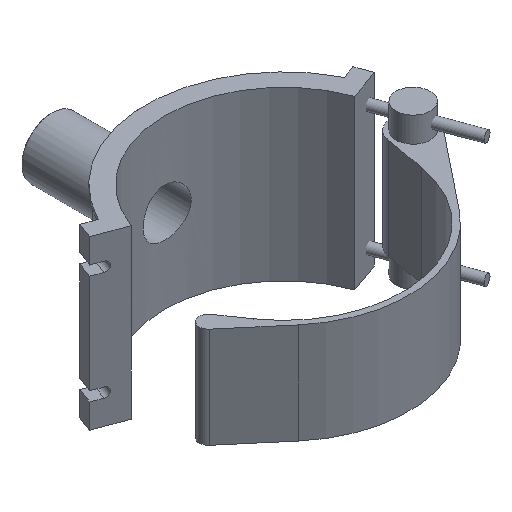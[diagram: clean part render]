
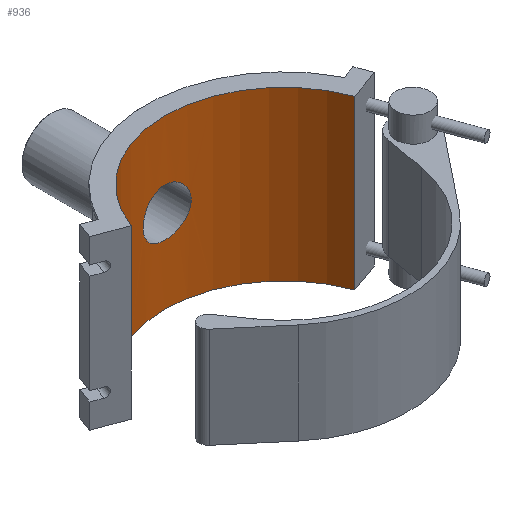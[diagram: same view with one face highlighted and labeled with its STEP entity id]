
A CAD part, isometric view. The second image highlights one B-rep face of the part: STEP entity #936.
In plain terms, the highlighted cylindrical face has radius 125 mm (diameter 250 mm), a partial arc.
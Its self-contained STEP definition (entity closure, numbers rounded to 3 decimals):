
#44=FACE_BOUND('',#257,.T.);
#59=B_SPLINE_CURVE_WITH_KNOTS('',3,(#1696,#1697,#1698,#1699,#1700,#1701,
#1702,#1703,#1704,#1705,#1706,#1707,#1708,#1709,#1710,#1711,#1712,#1713,
#1714,#1715,#1716,#1717,#1718,#1719,#1720,#1721,#1722,#1723,#1724,#1725,
#1726,#1727,#1728,#1729,#1730,#1731,#1732,#1733,#1734,#1735,#1736,#1737,
#1738,#1739,#1740,#1741,#1742,#1743,#1744,#1745,#1746,#1747,#1748,#1749,
#1750,#1751,#1752,#1753,#1754,#1755,#1756,#1757,#1758,#1759,#1760,#1761),
 .UNSPECIFIED.,.T.,.F.,(4,2,2,2,2,2,2,2,2,2,2,2,2,2,2,2,2,2,2,2,2,2,2,2,
2,2,2,2,2,2,2,2,4),(0.,0.476,0.952,1.428,
1.904,2.38,2.856,3.332,3.808,
4.284,4.76,5.236,5.712,6.188,
6.664,7.14,7.617,8.093,8.569,
9.045,9.521,9.997,10.473,10.949,
11.425,11.901,12.377,12.853,13.329,
13.805,14.281,14.757,15.233),
 .UNSPECIFIED.);
#75=CYLINDRICAL_SURFACE('',#1031,125.);
#87=CIRCLE('',#970,125.);
#94=CIRCLE('',#990,125.);
#172=FACE_OUTER_BOUND('',#256,.T.);
#256=EDGE_LOOP('',(#782,#783,#784,#785));
#257=EDGE_LOOP('',(#786));
#338=LINE('',#1476,#402);
#339=LINE('',#1478,#403);
#402=VECTOR('',#1178,176.);
#403=VECTOR('',#1181,176.);
#430=VERTEX_POINT('',#1387);
#434=VERTEX_POINT('',#1395);
#458=VERTEX_POINT('',#1469);
#459=VERTEX_POINT('',#1470);
#467=VERTEX_POINT('',#1695);
#524=EDGE_CURVE('',#434,#430,#87,.T.);
#560=EDGE_CURVE('',#458,#459,#94,.T.);
#564=EDGE_CURVE('',#434,#459,#338,.T.);
#565=EDGE_CURVE('',#458,#430,#339,.T.);
#574=EDGE_CURVE('',#467,#467,#59,.T.);
#782=ORIENTED_EDGE('',*,*,#564,.T.);
#783=ORIENTED_EDGE('',*,*,#560,.F.);
#784=ORIENTED_EDGE('',*,*,#565,.T.);
#785=ORIENTED_EDGE('',*,*,#524,.F.);
#786=ORIENTED_EDGE('',*,*,#574,.T.);
#936=ADVANCED_FACE('',(#172,#44),#75,.F.);
#970=AXIS2_PLACEMENT_3D('',#1397,#1101,#1102);
#990=AXIS2_PLACEMENT_3D('',#1471,#1170,#1171);
#1031=AXIS2_PLACEMENT_3D('',#1942,#1256,#1257);
#1101=DIRECTION('center_axis',(0.,0.,-1.));
#1102=DIRECTION('ref_axis',(-1.,0.,0.));
#1170=DIRECTION('center_axis',(0.,0.,1.));
#1171=DIRECTION('ref_axis',(-1.,0.,0.));
#1178=DIRECTION('',(0.,0.,-1.));
#1181=DIRECTION('',(0.,0.,1.));
#1256=DIRECTION('center_axis',(0.,0.,1.));
#1257=DIRECTION('ref_axis',(-1.,0.,0.));
#1387=CARTESIAN_POINT('',(117.462,42.753,88.));
#1395=CARTESIAN_POINT('',(-117.462,42.753,88.));
#1397=CARTESIAN_POINT('Origin',(0.,0.,88.));
#1469=CARTESIAN_POINT('',(117.462,42.753,-88.));
#1470=CARTESIAN_POINT('',(-117.462,42.753,-88.));
#1471=CARTESIAN_POINT('Origin',(0.,0.,-88.));
#1476=CARTESIAN_POINT('',(-117.462,42.753,0.));
#1478=CARTESIAN_POINT('',(117.462,42.753,0.));
#1695=CARTESIAN_POINT('',(25.2,122.433,0.));
#1696=CARTESIAN_POINT('Ctrl Pts',(25.2,122.433,0.));
#1697=CARTESIAN_POINT('Ctrl Pts',(25.2,122.433,-1.587));
#1698=CARTESIAN_POINT('Ctrl Pts',(25.048,122.465,-3.226));
#1699=CARTESIAN_POINT('Ctrl Pts',(24.408,122.594,-6.485));
#1700=CARTESIAN_POINT('Ctrl Pts',(23.92,122.692,-8.104));
#1701=CARTESIAN_POINT('Ctrl Pts',(22.633,122.936,-11.207));
#1702=CARTESIAN_POINT('Ctrl Pts',(21.832,123.082,-12.694));
#1703=CARTESIAN_POINT('Ctrl Pts',(19.984,123.396,-15.442));
#1704=CARTESIAN_POINT('Ctrl Pts',(18.935,123.563,-16.703));
#1705=CARTESIAN_POINT('Ctrl Pts',(16.703,123.884,-18.935));
#1706=CARTESIAN_POINT('Ctrl Pts',(15.442,124.05,-19.983));
#1707=CARTESIAN_POINT('Ctrl Pts',(12.694,124.361,-21.832));
#1708=CARTESIAN_POINT('Ctrl Pts',(11.207,124.506,-22.633));
#1709=CARTESIAN_POINT('Ctrl Pts',(8.104,124.747,-23.92));
#1710=CARTESIAN_POINT('Ctrl Pts',(6.485,124.842,-24.408));
#1711=CARTESIAN_POINT('Ctrl Pts',(3.226,124.969,-25.048));
#1712=CARTESIAN_POINT('Ctrl Pts',(1.587,125.,-25.2));
#1713=CARTESIAN_POINT('Ctrl Pts',(-1.587,125.,-25.2));
#1714=CARTESIAN_POINT('Ctrl Pts',(-3.226,124.969,-25.048));
#1715=CARTESIAN_POINT('Ctrl Pts',(-6.485,124.842,-24.408));
#1716=CARTESIAN_POINT('Ctrl Pts',(-8.104,124.747,-23.92));
#1717=CARTESIAN_POINT('Ctrl Pts',(-11.207,124.506,-22.633));
#1718=CARTESIAN_POINT('Ctrl Pts',(-12.694,124.361,-21.832));
#1719=CARTESIAN_POINT('Ctrl Pts',(-15.442,124.05,-19.983));
#1720=CARTESIAN_POINT('Ctrl Pts',(-16.703,123.884,-18.935));
#1721=CARTESIAN_POINT('Ctrl Pts',(-18.935,123.563,-16.703));
#1722=CARTESIAN_POINT('Ctrl Pts',(-19.984,123.396,-15.442));
#1723=CARTESIAN_POINT('Ctrl Pts',(-21.832,123.082,-12.694));
#1724=CARTESIAN_POINT('Ctrl Pts',(-22.633,122.936,-11.207));
#1725=CARTESIAN_POINT('Ctrl Pts',(-23.92,122.692,-8.104));
#1726=CARTESIAN_POINT('Ctrl Pts',(-24.408,122.594,-6.485));
#1727=CARTESIAN_POINT('Ctrl Pts',(-25.048,122.465,-3.226));
#1728=CARTESIAN_POINT('Ctrl Pts',(-25.2,122.433,-1.587));
#1729=CARTESIAN_POINT('Ctrl Pts',(-25.2,122.433,1.587));
#1730=CARTESIAN_POINT('Ctrl Pts',(-25.048,122.465,3.226));
#1731=CARTESIAN_POINT('Ctrl Pts',(-24.408,122.594,6.485));
#1732=CARTESIAN_POINT('Ctrl Pts',(-23.92,122.692,8.104));
#1733=CARTESIAN_POINT('Ctrl Pts',(-22.633,122.936,11.207));
#1734=CARTESIAN_POINT('Ctrl Pts',(-21.832,123.082,12.694));
#1735=CARTESIAN_POINT('Ctrl Pts',(-19.984,123.396,15.442));
#1736=CARTESIAN_POINT('Ctrl Pts',(-18.935,123.563,16.703));
#1737=CARTESIAN_POINT('Ctrl Pts',(-16.703,123.884,18.935));
#1738=CARTESIAN_POINT('Ctrl Pts',(-15.442,124.05,19.983));
#1739=CARTESIAN_POINT('Ctrl Pts',(-12.694,124.361,21.832));
#1740=CARTESIAN_POINT('Ctrl Pts',(-11.207,124.506,22.633));
#1741=CARTESIAN_POINT('Ctrl Pts',(-8.104,124.747,23.92));
#1742=CARTESIAN_POINT('Ctrl Pts',(-6.485,124.842,24.408));
#1743=CARTESIAN_POINT('Ctrl Pts',(-3.226,124.969,25.048));
#1744=CARTESIAN_POINT('Ctrl Pts',(-1.587,125.,25.2));
#1745=CARTESIAN_POINT('Ctrl Pts',(1.587,125.,25.2));
#1746=CARTESIAN_POINT('Ctrl Pts',(3.226,124.969,25.048));
#1747=CARTESIAN_POINT('Ctrl Pts',(6.485,124.842,24.408));
#1748=CARTESIAN_POINT('Ctrl Pts',(8.104,124.747,23.92));
#1749=CARTESIAN_POINT('Ctrl Pts',(11.207,124.506,22.633));
#1750=CARTESIAN_POINT('Ctrl Pts',(12.694,124.361,21.832));
#1751=CARTESIAN_POINT('Ctrl Pts',(15.442,124.05,19.983));
#1752=CARTESIAN_POINT('Ctrl Pts',(16.703,123.884,18.935));
#1753=CARTESIAN_POINT('Ctrl Pts',(18.935,123.563,16.703));
#1754=CARTESIAN_POINT('Ctrl Pts',(19.984,123.396,15.442));
#1755=CARTESIAN_POINT('Ctrl Pts',(21.832,123.082,12.694));
#1756=CARTESIAN_POINT('Ctrl Pts',(22.633,122.936,11.207));
#1757=CARTESIAN_POINT('Ctrl Pts',(23.92,122.692,8.104));
#1758=CARTESIAN_POINT('Ctrl Pts',(24.408,122.594,6.485));
#1759=CARTESIAN_POINT('Ctrl Pts',(25.048,122.465,3.226));
#1760=CARTESIAN_POINT('Ctrl Pts',(25.2,122.433,1.587));
#1761=CARTESIAN_POINT('Ctrl Pts',(25.2,122.433,0.));
#1942=CARTESIAN_POINT('Origin',(0.,0.,0.));
